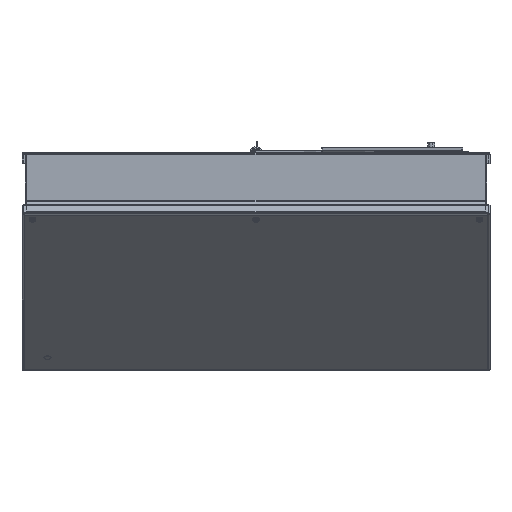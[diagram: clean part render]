
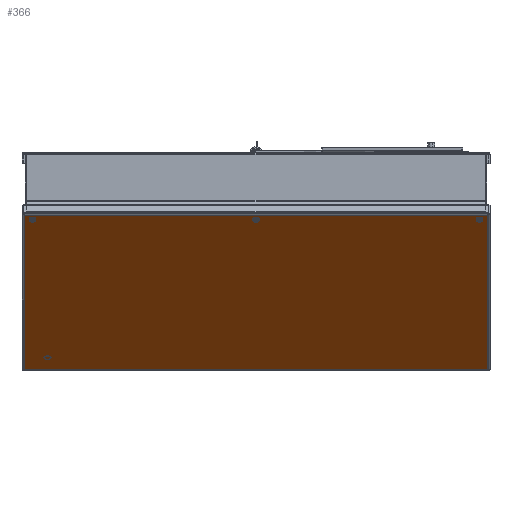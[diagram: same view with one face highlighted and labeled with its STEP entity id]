
A CAD part, top view. The second image highlights one B-rep face of the part: STEP entity #366.
In plain terms, the highlighted face is planar.
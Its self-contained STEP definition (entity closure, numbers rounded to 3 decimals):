
#366 = ADVANCED_FACE( '', ( #907, #908, #909, #910 ), #911, .F. );
#907 = FACE_BOUND( '', #1979, .T. );
#908 = FACE_OUTER_BOUND( '', #1980, .T. );
#909 = FACE_BOUND( '', #1981, .T. );
#910 = FACE_BOUND( '', #1982, .T. );
#911 = PLANE( '', #1983 );
#1979 = EDGE_LOOP( '', ( #3276 ) );
#1980 = EDGE_LOOP( '', ( #3277, #3278, #3279, #3280 ) );
#1981 = EDGE_LOOP( '', ( #3281 ) );
#1982 = EDGE_LOOP( '', ( #3282 ) );
#1983 = AXIS2_PLACEMENT_3D( '', #3283, #3284, #3285 );
#3276 = ORIENTED_EDGE( '', *, *, #7474, .T. );
#3277 = ORIENTED_EDGE( '', *, *, #7449, .F. );
#3278 = ORIENTED_EDGE( '', *, *, #7473, .T. );
#3279 = ORIENTED_EDGE( '', *, *, #7475, .F. );
#3280 = ORIENTED_EDGE( '', *, *, #7476, .F. );
#3281 = ORIENTED_EDGE( '', *, *, #7477, .T. );
#3282 = ORIENTED_EDGE( '', *, *, #7478, .T. );
#3283 = CARTESIAN_POINT( '', ( -309.156, 0., -207.556 ) );
#3284 = DIRECTION( '', ( 0., -1., 0. ) );
#3285 = DIRECTION( '', ( 0., 0., -1. ) );
#7449 = EDGE_CURVE( '', #8956, #8948, #8958, .T. );
#7473 = EDGE_CURVE( '', #8956, #8994, #8996, .T. );
#7474 = EDGE_CURVE( '', #8997, #8997, #8998, .T. );
#7475 = EDGE_CURVE( '', #8999, #8994, #9000, .T. );
#7476 = EDGE_CURVE( '', #8948, #8999, #9001, .T. );
#7477 = EDGE_CURVE( '', #9002, #9002, #9003, .T. );
#7478 = EDGE_CURVE( '', #9004, #9004, #9005, .T. );
#8948 = VERTEX_POINT( '', #11424 );
#8956 = VERTEX_POINT( '', #11433 );
#8958 = LINE( '', #11435, #11436 );
#8994 = VERTEX_POINT( '', #11484 );
#8996 = LINE( '', #11486, #11487 );
#8997 = VERTEX_POINT( '', #11488 );
#8998 = CIRCLE( '', #11489, 3.175 );
#8999 = VERTEX_POINT( '', #11490 );
#9000 = LINE( '', #11491, #11492 );
#9001 = LINE( '', #11493, #11494 );
#9002 = VERTEX_POINT( '', #11495 );
#9003 = CIRCLE( '', #11496, 3.175 );
#9004 = VERTEX_POINT( '', #11497 );
#9005 = CIRCLE( '', #11498, 3.175 );
#11424 = CARTESIAN_POINT( '', ( -306.413, 0., 204.813 ) );
#11433 = CARTESIAN_POINT( '', ( 306.413, 0., 204.813 ) );
#11435 = CARTESIAN_POINT( '', ( 306.413, 0., 204.813 ) );
#11436 = VECTOR( '', #15097, 1000. );
#11484 = CARTESIAN_POINT( '', ( 306.413, 0., -204.813 ) );
#11486 = CARTESIAN_POINT( '', ( 306.413, 0., 204.813 ) );
#11487 = VECTOR( '', #15143, 1000. );
#11488 = CARTESIAN_POINT( '', ( 3.175, 0., 192.469 ) );
#11489 = AXIS2_PLACEMENT_3D( '', #15144, #15145, #15146 );
#11490 = CARTESIAN_POINT( '', ( -306.413, 0., -204.813 ) );
#11491 = CARTESIAN_POINT( '', ( -306.413, 0., -204.813 ) );
#11492 = VECTOR( '', #15147, 1000. );
#11493 = CARTESIAN_POINT( '', ( -306.413, 0., 204.813 ) );
#11494 = VECTOR( '', #15148, 1000. );
#11495 = CARTESIAN_POINT( '', ( -292.1, 0., 192.469 ) );
#11496 = AXIS2_PLACEMENT_3D( '', #15149, #15150, #15151 );
#11497 = CARTESIAN_POINT( '', ( 298.45, 0., 192.469 ) );
#11498 = AXIS2_PLACEMENT_3D( '', #15152, #15153, #15154 );
#15097 = DIRECTION( '', ( -1., 0., 0. ) );
#15143 = DIRECTION( '', ( 0., 0., -1. ) );
#15144 = CARTESIAN_POINT( '', ( 0., 0., 192.469 ) );
#15145 = DIRECTION( '', ( 0., -1., 0. ) );
#15146 = DIRECTION( '', ( 1., 0., 0. ) );
#15147 = DIRECTION( '', ( 1., 0., 0. ) );
#15148 = DIRECTION( '', ( 0., 0., -1. ) );
#15149 = CARTESIAN_POINT( '', ( -295.275, 0., 192.469 ) );
#15150 = DIRECTION( '', ( 0., -1., 0. ) );
#15151 = DIRECTION( '', ( 1., 0., 0. ) );
#15152 = CARTESIAN_POINT( '', ( 295.275, 0., 192.469 ) );
#15153 = DIRECTION( '', ( 0., -1., 0. ) );
#15154 = DIRECTION( '', ( 1., 0., 0. ) );
